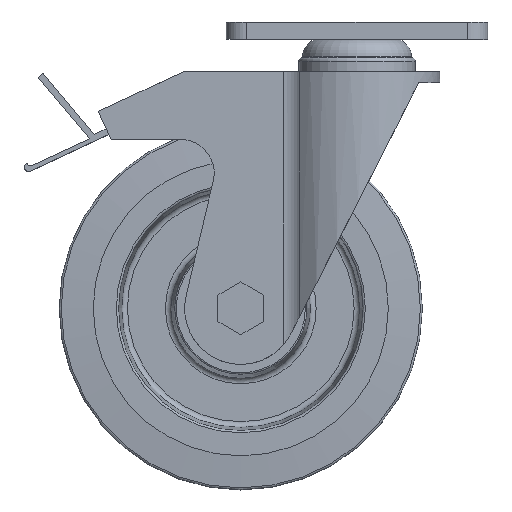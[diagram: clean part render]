
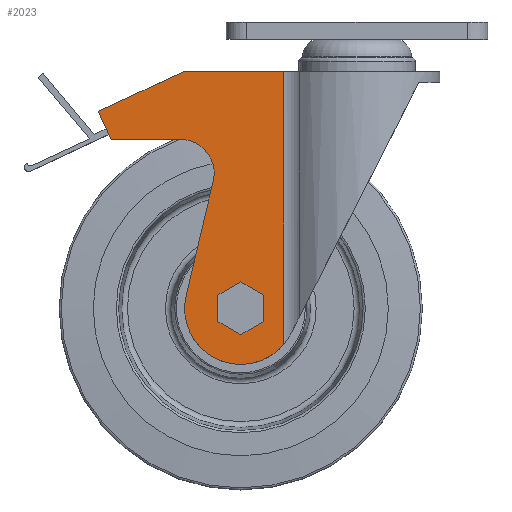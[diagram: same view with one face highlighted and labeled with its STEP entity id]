
A CAD part, top view. The second image highlights one B-rep face of the part: STEP entity #2023.
In plain terms, the highlighted planar face has unit normal (0, 0, 1).
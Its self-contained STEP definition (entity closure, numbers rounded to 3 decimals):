
#63=LINE('',#3089,#248);
#64=LINE('',#3091,#249);
#65=LINE('',#3094,#250);
#66=LINE('',#3096,#251);
#67=LINE('',#3098,#252);
#68=LINE('',#3100,#253);
#69=LINE('',#3102,#254);
#70=LINE('',#3103,#255);
#71=LINE('',#3105,#256);
#72=LINE('',#3107,#257);
#73=LINE('',#3111,#258);
#74=LINE('',#3112,#259);
#75=LINE('',#3114,#260);
#248=VECTOR('',#2444,1000.);
#249=VECTOR('',#2447,1000.);
#250=VECTOR('',#2448,1000.);
#251=VECTOR('',#2449,1000.);
#252=VECTOR('',#2450,1000.);
#253=VECTOR('',#2451,1000.);
#254=VECTOR('',#2452,1000.);
#255=VECTOR('',#2453,1000.);
#256=VECTOR('',#2454,1000.);
#257=VECTOR('',#2455,1000.);
#258=VECTOR('',#2458,1000.);
#259=VECTOR('',#2459,1000.);
#260=VECTOR('',#2460,1000.);
#413=PLANE('',#2175);
#560=ORIENTED_EDGE('',*,*,#1125,.F.);
#561=ORIENTED_EDGE('',*,*,#1126,.F.);
#562=ORIENTED_EDGE('',*,*,#1127,.F.);
#563=ORIENTED_EDGE('',*,*,#1128,.F.);
#564=ORIENTED_EDGE('',*,*,#1129,.F.);
#565=ORIENTED_EDGE('',*,*,#1130,.F.);
#566=ORIENTED_EDGE('',*,*,#1131,.F.);
#567=ORIENTED_EDGE('',*,*,#1124,.F.);
#568=ORIENTED_EDGE('',*,*,#1132,.F.);
#569=ORIENTED_EDGE('',*,*,#1133,.F.);
#570=ORIENTED_EDGE('',*,*,#1134,.T.);
#571=ORIENTED_EDGE('',*,*,#1135,.F.);
#572=ORIENTED_EDGE('',*,*,#1116,.F.);
#573=ORIENTED_EDGE('',*,*,#1136,.T.);
#574=ORIENTED_EDGE('',*,*,#1137,.F.);
#1116=EDGE_CURVE('',#1400,#1397,#1575,.F.);
#1124=EDGE_CURVE('',#1405,#1404,#63,.T.);
#1125=EDGE_CURVE('',#1406,#1407,#64,.T.);
#1126=EDGE_CURVE('',#1408,#1406,#65,.T.);
#1127=EDGE_CURVE('',#1409,#1408,#66,.T.);
#1128=EDGE_CURVE('',#1410,#1409,#67,.T.);
#1129=EDGE_CURVE('',#1411,#1410,#68,.T.);
#1130=EDGE_CURVE('',#1407,#1411,#69,.T.);
#1131=EDGE_CURVE('',#1404,#1412,#70,.T.);
#1132=EDGE_CURVE('',#1413,#1405,#71,.T.);
#1133=EDGE_CURVE('',#1414,#1413,#72,.T.);
#1134=EDGE_CURVE('',#1414,#1415,#1577,.F.);
#1135=EDGE_CURVE('',#1397,#1415,#73,.T.);
#1136=EDGE_CURVE('',#1400,#1416,#74,.T.);
#1137=EDGE_CURVE('',#1412,#1416,#75,.T.);
#1397=VERTEX_POINT('',#3060);
#1400=VERTEX_POINT('',#3072);
#1404=VERTEX_POINT('',#3086);
#1405=VERTEX_POINT('',#3088);
#1406=VERTEX_POINT('',#3092);
#1407=VERTEX_POINT('',#3093);
#1408=VERTEX_POINT('',#3095);
#1409=VERTEX_POINT('',#3097);
#1410=VERTEX_POINT('',#3099);
#1411=VERTEX_POINT('',#3101);
#1412=VERTEX_POINT('',#3104);
#1413=VERTEX_POINT('',#3106);
#1414=VERTEX_POINT('',#3108);
#1415=VERTEX_POINT('',#3110);
#1416=VERTEX_POINT('',#3113);
#1575=CIRCLE('',#2170,19.32);
#1577=CIRCLE('',#2176,11.625);
#1667=EDGE_LOOP('',(#560,#561,#562,#563,#564,#565));
#1668=EDGE_LOOP('',(#566,#567,#568,#569,#570,#571,#572,#573,#574));
#1840=FACE_BOUND('',#1667,.T.);
#1841=FACE_BOUND('',#1668,.T.);
#2023=ADVANCED_FACE('',(#1840,#1841),#413,.T.);
#2170=AXIS2_PLACEMENT_3D('',#3073,#2428,#2429);
#2175=AXIS2_PLACEMENT_3D('',#3090,#2445,#2446);
#2176=AXIS2_PLACEMENT_3D('',#3109,#2456,#2457);
#2428=DIRECTION('',(0.,0.,1.));
#2429=DIRECTION('',(1.,0.,0.));
#2444=DIRECTION('',(0.,1.,0.));
#2445=DIRECTION('',(0.,0.,1.));
#2446=DIRECTION('',(1.,0.,0.));
#2447=DIRECTION('',(0.,-1.,0.));
#2448=DIRECTION('',(-0.866,-0.5,0.));
#2449=DIRECTION('',(-0.866,0.5,0.));
#2450=DIRECTION('',(0.,1.,0.));
#2451=DIRECTION('',(0.866,0.5,0.));
#2452=DIRECTION('',(0.866,-0.5,0.));
#2453=DIRECTION('',(0.906,0.423,0.));
#2454=DIRECTION('',(-0.423,0.906,0.));
#2455=DIRECTION('',(-1.,0.,0.));
#2456=DIRECTION('',(0.,0.,1.));
#2457=DIRECTION('',(1.,0.,0.));
#2458=DIRECTION('',(0.23,0.973,0.));
#2459=DIRECTION('',(0.,1.,0.));
#2460=DIRECTION('',(1.,0.,0.));
#3060=CARTESIAN_POINT('',(-18.8,4.452,18.25));
#3072=CARTESIAN_POINT('',(14.842,-12.369,18.25));
#3073=CARTESIAN_POINT('',(0.,0.,18.25));
#3086=CARTESIAN_POINT('',(-48.938,67.8,18.25));
#3088=CARTESIAN_POINT('',(-48.938,67.474,18.25));
#3089=CARTESIAN_POINT('',(-48.938,-20.499,18.25));
#3090=CARTESIAN_POINT('',(-48.938,-20.499,18.25));
#3091=CARTESIAN_POINT('',(-7.875,-20.499,18.25));
#3092=CARTESIAN_POINT('',(-7.875,4.547,18.25));
#3093=CARTESIAN_POINT('',(-7.875,-4.547,18.25));
#3094=CARTESIAN_POINT('',(-49.517,-19.495,18.25));
#3095=CARTESIAN_POINT('',(0.,9.093,18.25));
#3096=CARTESIAN_POINT('',(-23.889,22.886,18.25));
#3097=CARTESIAN_POINT('',(7.875,4.547,18.25));
#3098=CARTESIAN_POINT('',(7.875,-20.499,18.25));
#3099=CARTESIAN_POINT('',(7.875,-4.547,18.25));
#3100=CARTESIAN_POINT('',(-41.642,-33.135,18.25));
#3101=CARTESIAN_POINT('',(0.,-9.093,18.25));
#3102=CARTESIAN_POINT('',(-31.764,9.246,18.25));
#3103=CARTESIAN_POINT('',(-82.758,52.029,18.25));
#3104=CARTESIAN_POINT('',(-19.771,81.4,18.25));
#3105=CARTESIAN_POINT('',(-15.242,-4.786,18.25));
#3106=CARTESIAN_POINT('',(-44.578,58.125,18.25));
#3107=CARTESIAN_POINT('',(-48.938,58.125,18.25));
#3108=CARTESIAN_POINT('',(-20.789,58.125,18.25));
#3109=CARTESIAN_POINT('',(-20.789,46.5,18.25));
#3110=CARTESIAN_POINT('',(-9.477,43.821,18.25));
#3111=CARTESIAN_POINT('',(-25.995,-25.932,18.25));
#3112=CARTESIAN_POINT('',(14.842,-20.499,18.25));
#3113=CARTESIAN_POINT('',(14.842,81.4,18.25));
#3114=CARTESIAN_POINT('',(-48.938,81.4,18.25));
